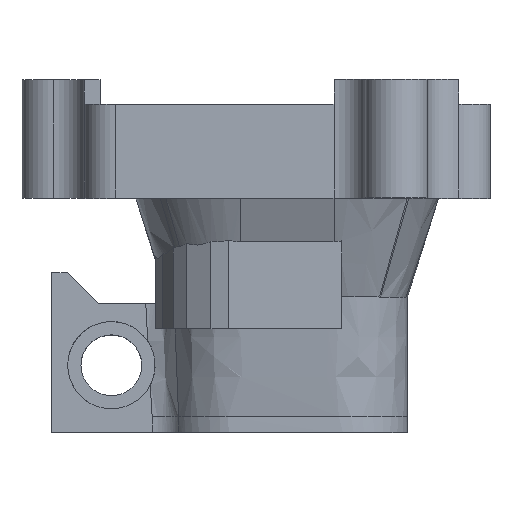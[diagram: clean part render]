
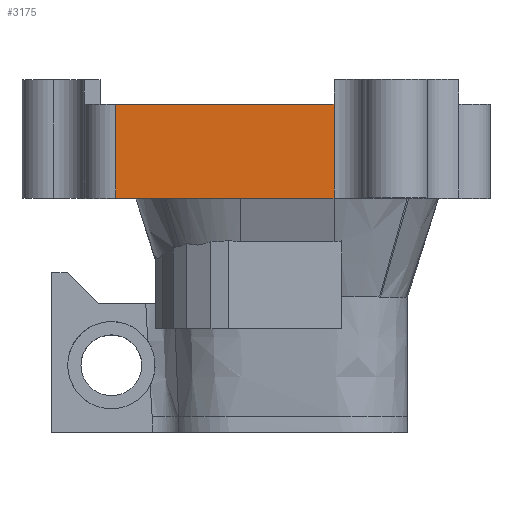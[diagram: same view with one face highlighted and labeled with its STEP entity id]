
A CAD part, top view. The second image highlights one B-rep face of the part: STEP entity #3175.
In plain terms, the highlighted planar face has unit normal (0, 0, 1).
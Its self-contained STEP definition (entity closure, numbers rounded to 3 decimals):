
#127=PLANE('',#3360);
#233=FACE_OUTER_BOUND('',#405,.T.);
#405=EDGE_LOOP('',(#2285,#2286,#2287,#2288));
#630=LINE('',#5235,#877);
#652=LINE('',#5295,#899);
#653=LINE('',#5297,#900);
#654=LINE('',#5298,#901);
#877=VECTOR('',#3615,10.);
#899=VECTOR('',#3665,3.8);
#900=VECTOR('',#3666,7.);
#901=VECTOR('',#3667,3.8);
#1358=VERTEX_POINT('',#5220);
#1363=VERTEX_POINT('',#5233);
#1387=VERTEX_POINT('',#5294);
#1388=VERTEX_POINT('',#5296);
#1716=EDGE_CURVE('',#1358,#1363,#630,.T.);
#1745=EDGE_CURVE('',#1363,#1387,#652,.T.);
#1746=EDGE_CURVE('',#1387,#1388,#653,.T.);
#1747=EDGE_CURVE('',#1388,#1358,#654,.T.);
#2285=ORIENTED_EDGE('',*,*,#1716,.T.);
#2286=ORIENTED_EDGE('',*,*,#1745,.T.);
#2287=ORIENTED_EDGE('',*,*,#1746,.T.);
#2288=ORIENTED_EDGE('',*,*,#1747,.T.);
#3175=ADVANCED_FACE('',(#233),#127,.F.);
#3360=AXIS2_PLACEMENT_3D('',#5293,#3663,#3664);
#3615=DIRECTION('',(-1.,0.,0.));
#3663=DIRECTION('center_axis',(0.,0.,-1.));
#3664=DIRECTION('ref_axis',(-1.,0.,0.));
#3665=DIRECTION('',(0.,-1.,0.));
#3666=DIRECTION('',(1.,0.,0.));
#3667=DIRECTION('',(0.,1.,0.));
#5220=CARTESIAN_POINT('',(1.5,10.,6.5));
#5233=CARTESIAN_POINT('',(-5.5,10.,6.5));
#5235=CARTESIAN_POINT('',(2.,10.,6.5));
#5293=CARTESIAN_POINT('Origin',(6.5,10.8,6.5));
#5294=CARTESIAN_POINT('',(-5.5,7.,6.5));
#5295=CARTESIAN_POINT('',(-5.5,10.8,6.5));
#5296=CARTESIAN_POINT('',(1.5,7.,6.5));
#5297=CARTESIAN_POINT('',(-5.5,7.,6.5));
#5298=CARTESIAN_POINT('',(1.5,7.,6.5));
